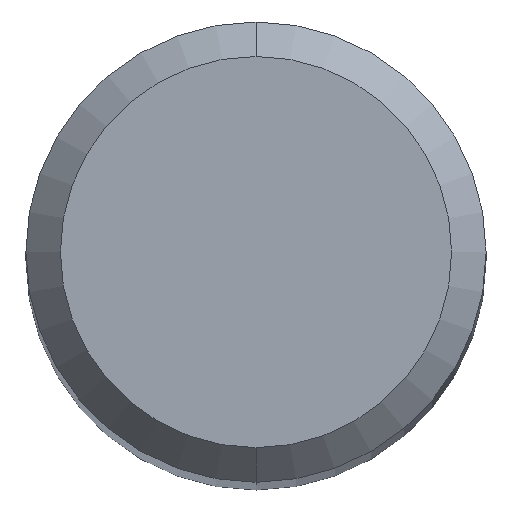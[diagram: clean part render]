
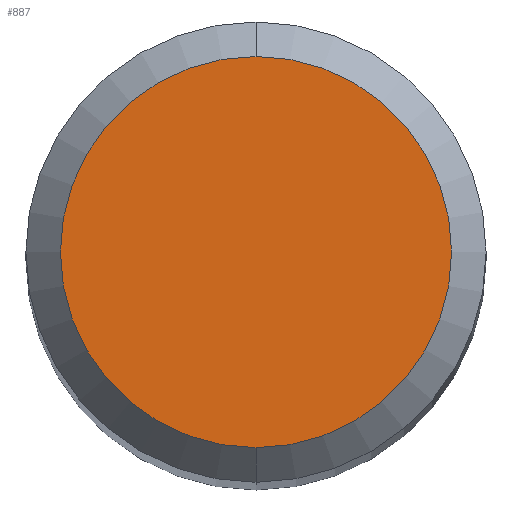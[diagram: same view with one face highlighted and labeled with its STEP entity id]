
A CAD part, top view. The second image highlights one B-rep face of the part: STEP entity #887.
In plain terms, the highlighted planar face has unit normal (0, 0, 1).
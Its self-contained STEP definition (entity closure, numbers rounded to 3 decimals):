
#377=EDGE_CURVE('',#935,#649,#1033,.T.);
#379=EDGE_CURVE('',#649,#935,#1035,.T.);
#649=VERTEX_POINT('',#1326);
#887=ADVANCED_FACE('',(#1589),#1590,.T.);
#935=VERTEX_POINT('',#1643);
#1033=CIRCLE('',#1822,1.7);
#1035=CIRCLE('',#1825,1.7);
#1326=CARTESIAN_POINT('',(0.0,1.7,0.0));
#1589=FACE_OUTER_BOUND('',#4078,.T.);
#1590=PLANE('',#4079);
#1643=CARTESIAN_POINT('',(0.,-1.7,0.0));
#1822=AXIS2_PLACEMENT_3D('',#4636,#4637,#4638);
#1825=AXIS2_PLACEMENT_3D('',#4639,#4640,#4641);
#4078=EDGE_LOOP('',(#5173,#5174));
#4079=AXIS2_PLACEMENT_3D('',#5175,#5176,#5177);
#4636=CARTESIAN_POINT('',(0.0,0.0,0.0));
#4637=DIRECTION('',(0.0,0.0,-1.0));
#4638=DIRECTION('',(0.0,1.0,0.0));
#4639=CARTESIAN_POINT('',(0.0,0.0,0.0));
#4640=DIRECTION('',(0.0,0.0,-1.0));
#4641=DIRECTION('',(0.0,1.0,0.0));
#5173=ORIENTED_EDGE('',*,*,#379,.F.);
#5174=ORIENTED_EDGE('',*,*,#377,.F.);
#5175=CARTESIAN_POINT('',(0.0,0.85,0.0));
#5176=DIRECTION('',(-0.0,0.0,1.0));
#5177=DIRECTION('',(0.0,-1.0,0.0));
